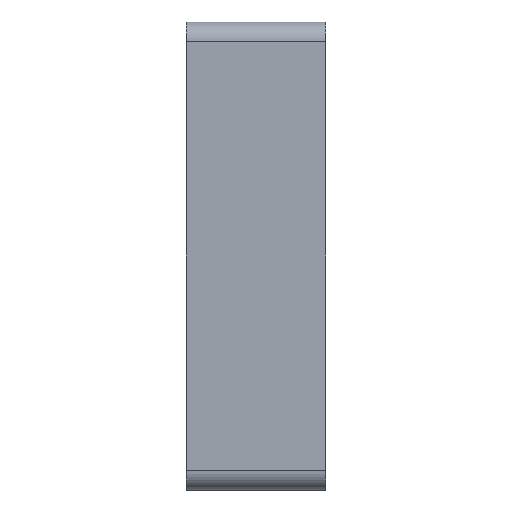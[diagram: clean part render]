
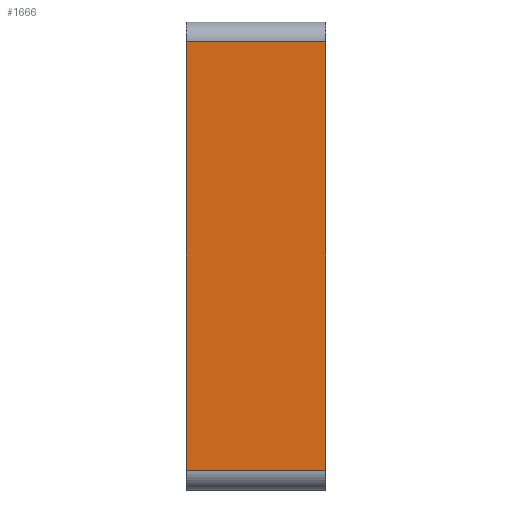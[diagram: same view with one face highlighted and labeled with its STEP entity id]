
A CAD part, left-side view. The second image highlights one B-rep face of the part: STEP entity #1666.
In plain terms, the highlighted planar face has unit normal (-1, 0, 0).
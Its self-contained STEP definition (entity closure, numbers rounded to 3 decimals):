
#263 = EDGE_LOOP ( 'NONE', ( #1031, #1035, #1037, #1896 ) ) ;
#321 = VERTEX_POINT ( 'NONE', #761 ) ;
#577 = CARTESIAN_POINT ( 'NONE',  ( -8., -7., 21.5 ) ) ;
#735 = VERTEX_POINT ( 'NONE', #577 ) ;
#761 = CARTESIAN_POINT ( 'NONE',  ( -8., -7., -21.5 ) ) ;
#862 = AXIS2_PLACEMENT_3D ( 'NONE', #2194, #2138, #2202 ) ;
#1031 = ORIENTED_EDGE ( 'NONE', *, *, #1150, .T. ) ;
#1035 = ORIENTED_EDGE ( 'NONE', *, *, #1154, .F. ) ;
#1037 = ORIENTED_EDGE ( 'NONE', *, *, #1523, .F. ) ;
#1138 = EDGE_CURVE ( 'NONE', #1883, #321, #1429, .T. ) ;
#1150 = EDGE_CURVE ( 'NONE', #321, #735, #1440, .T. ) ;
#1154 = EDGE_CURVE ( 'NONE', #1870, #735, #1443, .T. ) ;
#1429 = LINE ( 'NONE', #1743, #1489 ) ;
#1439 = LINE ( 'NONE', #1747, #1469 ) ;
#1440 = LINE ( 'NONE', #1796, #1519 ) ;
#1443 = LINE ( 'NONE', #1728, #1458 ) ;
#1458 = VECTOR ( 'NONE', #1725, 1000. ) ;
#1469 = VECTOR ( 'NONE', #1691, 1000. ) ;
#1489 = VECTOR ( 'NONE', #1706, 1000. ) ;
#1519 = VECTOR ( 'NONE', #1811, 1000. ) ;
#1523 = EDGE_CURVE ( 'NONE', #1883, #1870, #1439, .T. ) ;
#1666 = ADVANCED_FACE ( 'NONE', ( #2002 ), #2255, .F. ) ;
#1691 = DIRECTION ( 'NONE',  ( 0., 0., 1. ) ) ;
#1706 = DIRECTION ( 'NONE',  ( 0., -1., 0. ) ) ;
#1725 = DIRECTION ( 'NONE',  ( 0., -1., 0. ) ) ;
#1728 = CARTESIAN_POINT ( 'NONE',  ( -8., 7., 21.5 ) ) ;
#1743 = CARTESIAN_POINT ( 'NONE',  ( -8., 7., -21.5 ) ) ;
#1747 = CARTESIAN_POINT ( 'NONE',  ( -8., 7., -21.5 ) ) ;
#1796 = CARTESIAN_POINT ( 'NONE',  ( -8., -7., -21.5 ) ) ;
#1811 = DIRECTION ( 'NONE',  ( 0., 0., 1. ) ) ;
#1870 = VERTEX_POINT ( 'NONE', #2206 ) ;
#1883 = VERTEX_POINT ( 'NONE', #2253 ) ;
#1896 = ORIENTED_EDGE ( 'NONE', *, *, #1138, .T. ) ;
#2002 = FACE_OUTER_BOUND ( 'NONE', #263, .T. ) ;
#2138 = DIRECTION ( 'NONE',  ( 1., 0., 0. ) ) ;
#2194 = CARTESIAN_POINT ( 'NONE',  ( -8., 7., -21.5 ) ) ;
#2202 = DIRECTION ( 'NONE',  ( 0., 0., -1. ) ) ;
#2206 = CARTESIAN_POINT ( 'NONE',  ( -8., 7., 21.5 ) ) ;
#2253 = CARTESIAN_POINT ( 'NONE',  ( -8., 7., -21.5 ) ) ;
#2255 = PLANE ( 'NONE',  #862 ) ;
